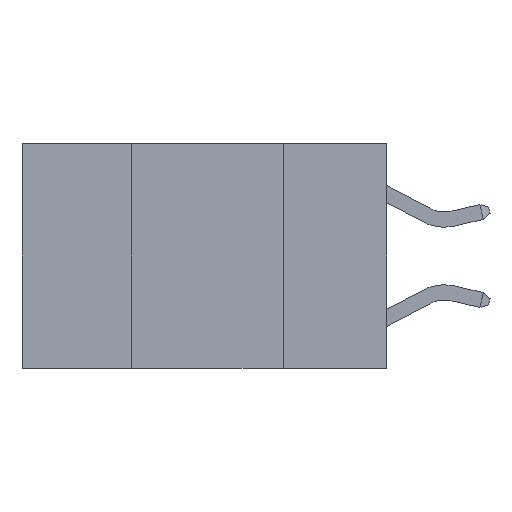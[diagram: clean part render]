
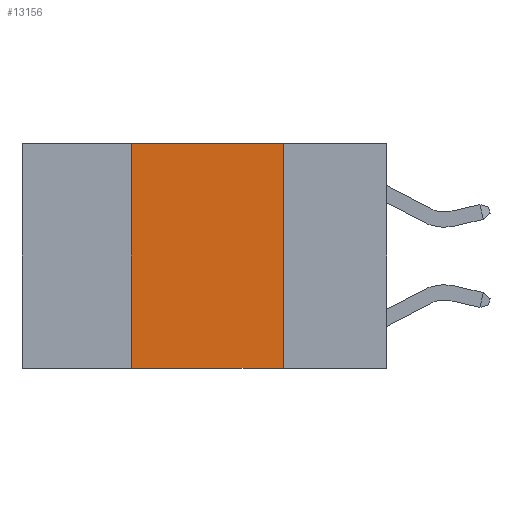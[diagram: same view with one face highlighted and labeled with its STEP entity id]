
A CAD part, left-side view. The second image highlights one B-rep face of the part: STEP entity #13156.
In plain terms, the highlighted planar face has unit normal (-1, 0, 0).
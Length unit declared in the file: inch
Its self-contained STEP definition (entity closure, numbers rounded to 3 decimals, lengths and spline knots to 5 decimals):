
#286 = VERTEX_POINT ( 'NONE', #8676 ) ;
#1007 = VECTOR ( 'NONE', #18933, 39.37008 ) ;
#1792 = VECTOR ( 'NONE', #8204, 39.37008 ) ;
#2661 = FACE_OUTER_BOUND ( 'NONE', #18255, .T. ) ;
#3650 = AXIS2_PLACEMENT_3D ( 'NONE', #17665, #16631, #16755 ) ;
#4254 = CARTESIAN_POINT ( 'NONE',  ( 0., 0.42, 0. ) ) ;
#4397 = EDGE_CURVE ( 'NONE', #22637, #23791, #13612, .T. ) ;
#4676 = DIRECTION ( 'NONE',  ( 0., -1., 0. ) ) ;
#4883 = EDGE_CURVE ( 'NONE', #9306, #286, #19786, .T. ) ;
#8204 = DIRECTION ( 'NONE',  ( 0., 0., 1. ) ) ;
#8278 = CARTESIAN_POINT ( 'NONE',  ( 0., 0.6, -0.37 ) ) ;
#8676 = CARTESIAN_POINT ( 'NONE',  ( 0., 0.17, -0.37 ) ) ;
#9126 = ORIENTED_EDGE ( 'NONE', *, *, #15469, .F. ) ;
#9306 = VERTEX_POINT ( 'NONE', #12503 ) ;
#10200 = PLANE ( 'NONE',  #3650 ) ;
#10602 = ORIENTED_EDGE ( 'NONE', *, *, #16446, .F. ) ;
#11815 = ORIENTED_EDGE ( 'NONE', *, *, #4883, .T. ) ;
#12239 = CARTESIAN_POINT ( 'NONE',  ( 0., 0.17, 0. ) ) ;
#12503 = CARTESIAN_POINT ( 'NONE',  ( 0., 0.42, -0.37 ) ) ;
#12943 = ORIENTED_EDGE ( 'NONE', *, *, #4397, .F. ) ;
#13156 = ADVANCED_FACE ( 'NONE', ( #2661 ), #10200, .F. ) ;
#13612 = LINE ( 'NONE', #15699, #17883 ) ;
#14565 = VECTOR ( 'NONE', #4676, 39.37008 ) ;
#15469 = EDGE_CURVE ( 'NONE', #23791, #286, #22465, .T. ) ;
#15583 = DIRECTION ( 'NONE',  ( 0., -1., 0. ) ) ;
#15699 = CARTESIAN_POINT ( 'NONE',  ( 0., 0.6, 0. ) ) ;
#16446 = EDGE_CURVE ( 'NONE', #9306, #22637, #20833, .T. ) ;
#16631 = DIRECTION ( 'NONE',  ( 1., 0., 0. ) ) ;
#16755 = DIRECTION ( 'NONE',  ( 0., 0., -1. ) ) ;
#16958 = CARTESIAN_POINT ( 'NONE',  ( 0., 0.17, 0. ) ) ;
#17665 = CARTESIAN_POINT ( 'NONE',  ( 0., 0.6, 0. ) ) ;
#17883 = VECTOR ( 'NONE', #15583, 39.37008 ) ;
#18255 = EDGE_LOOP ( 'NONE', ( #9126, #12943, #10602, #11815 ) ) ;
#18933 = DIRECTION ( 'NONE',  ( 0., 0., -1. ) ) ;
#19786 = LINE ( 'NONE', #8278, #14565 ) ;
#20833 = LINE ( 'NONE', #4254, #1792 ) ;
#22465 = LINE ( 'NONE', #16958, #1007 ) ;
#22637 = VERTEX_POINT ( 'NONE', #23388 ) ;
#23388 = CARTESIAN_POINT ( 'NONE',  ( 0., 0.42, 0. ) ) ;
#23791 = VERTEX_POINT ( 'NONE', #12239 ) ;
